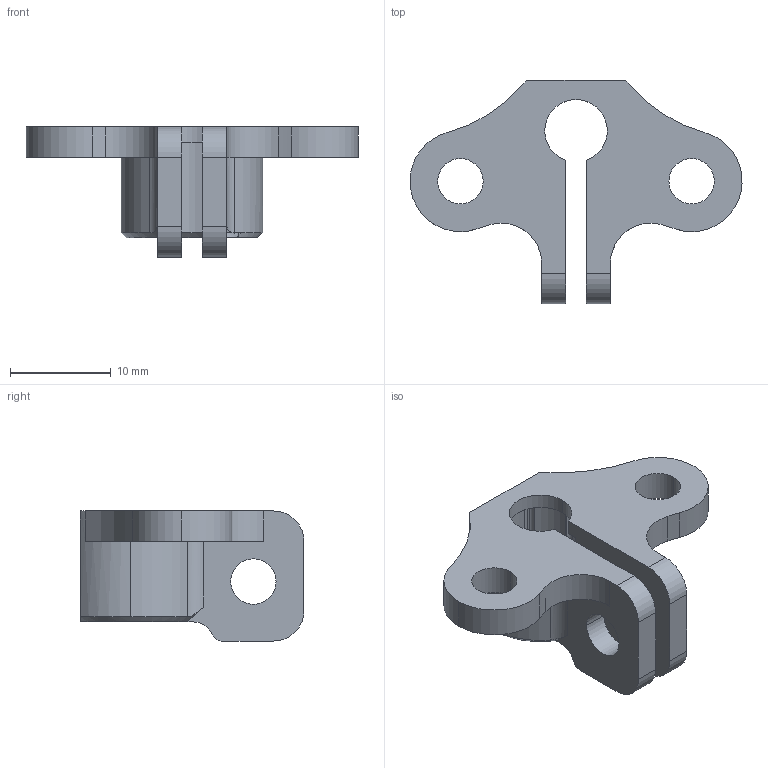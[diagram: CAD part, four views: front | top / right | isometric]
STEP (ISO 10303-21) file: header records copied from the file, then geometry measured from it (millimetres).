
FILE_DESCRIPTION (( 'STEP AP214' ), '1' );
FILE_NAME ('suporte_PLA_Eixo_Y.step', '2016-04-29T10:40:36', ( '' ), ( '' ), 'SwSTEP 2.0', 'SolidWorks 2016', '' );
FILE_SCHEMA (( 'AUTOMOTIVE_DESIGN' ));
Length unit declared in the file: millimetre
Products named in the file (1): suporte_PLA_Eixo_Y
Bounding box: 32.91 x 22.17 x 12.9 mm (x, y, z)
Volume: 2017 mm3; surface area: 2167.3 mm2
Topology: 1 solids, 1 shells, 92 faces, 270 edges, 180 vertices
Faces by surface type: cylinder 54, plane 32, cone 6
Entity records: 4265 total; most frequent: CARTESIAN_POINT 735, ORIENTED_EDGE 540, DIRECTION 515, EDGE_CURVE 270, AXIS2_PLACEMENT_3D 194, VERTEX_POINT 180, VECTOR 127, LINE 127
